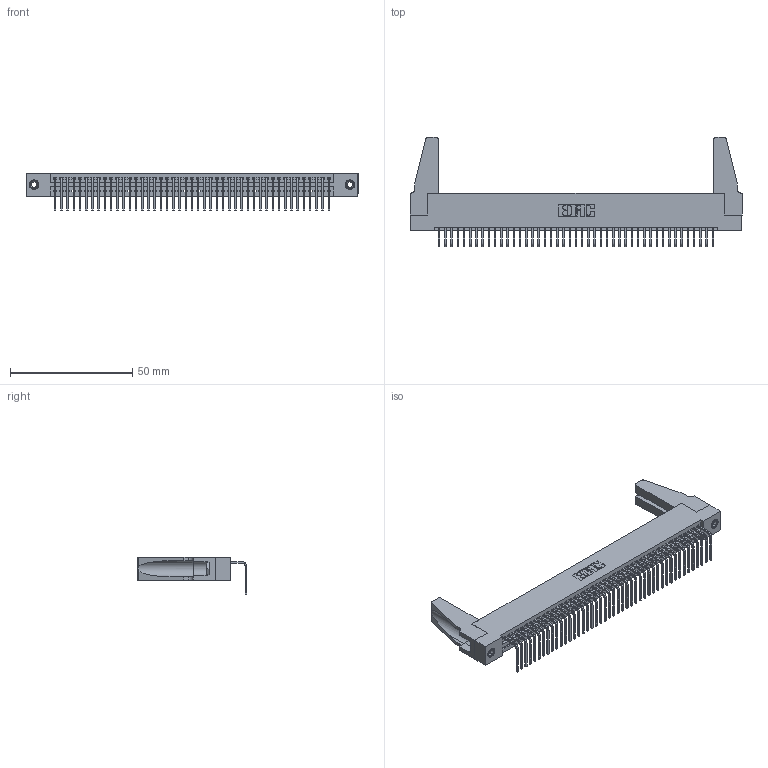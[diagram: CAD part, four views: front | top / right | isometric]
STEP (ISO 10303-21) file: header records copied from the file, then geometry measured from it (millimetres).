
FILE_DESCRIPTION (( 'STEP AP203' ), '1' );
FILE_NAME ('345-045-558-188.STEP', '2019-10-10T17:07:07', ( '' ), ( '' ), 'SwSTEP 2.0', 'SolidWorks 2016', '' );
FILE_SCHEMA (( 'CONFIG_CONTROL_DESIGN' ));
Length unit declared in the file: inch
Products named in the file (5): 345-220-078_345-220-088; 345-045-558-188; 345 Part_Flush Mounting Lugs - 0.156 Dia-TH; 345-292-001_558 Tail - 2; 345-250-001_345-250-001-102
Assembly tree (50 placements, depth 2):
  345-045-558-188
    345 Part_Flush Mounting Lugs - 0.156 Dia-TH
    345-292-001_558 Tail - 2  x45
    345-250-001_345-250-001-102  x2
    345-220-078_345-220-088  x2
Bounding box: 135.53 x 44.69 x 15.37 mm (x, y, z)
Volume: 16300.2 mm3; surface area: 21390.3 mm2
Topology: 50 solids, 50 shells, 2950 faces, 8845 edges, 5826 vertices
Faces by surface type: plane 2042, cylinder 892, cone 12, torus 4
Entity records: 35696 total; most frequent: CARTESIAN_POINT 6173, ORIENTED_EDGE 6112, DIRECTION 5394, EDGE_CURVE 3056, VECTOR 2702, LINE 2702, VERTEX_POINT 2030, AXIS2_PLACEMENT_3D 1346
